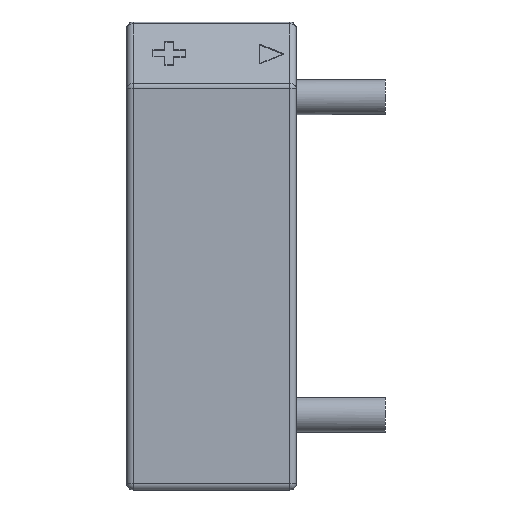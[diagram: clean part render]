
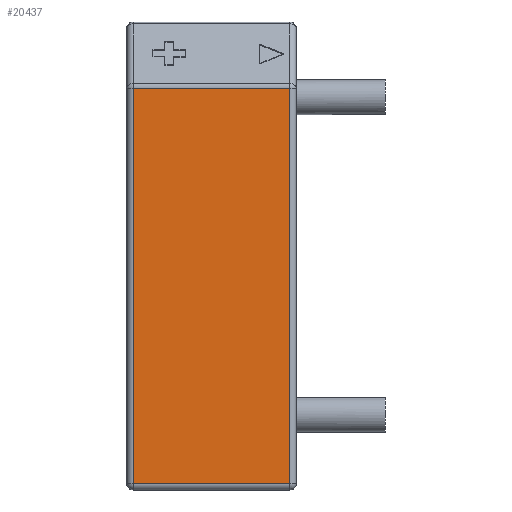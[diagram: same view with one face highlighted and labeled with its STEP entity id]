
A CAD part, left-side view. The second image highlights one B-rep face of the part: STEP entity #20437.
In plain terms, the highlighted planar face has unit normal (-1, 0, 0).
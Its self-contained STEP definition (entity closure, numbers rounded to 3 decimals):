
#1564 = AXIS2_PLACEMENT_3D ( 'NONE', #17494, #4405, #15551 ) ;
#2346 = LINE ( 'NONE', #9564, #16686 ) ;
#2986 = PLANE ( 'NONE',  #1564 ) ;
#4186 = CARTESIAN_POINT ( 'NONE',  ( -2.366, 0.3, 0.283 ) ) ;
#4337 = ORIENTED_EDGE ( 'NONE', *, *, #16392, .T. ) ;
#4405 = DIRECTION ( 'NONE',  ( 1., 0., 0. ) ) ;
#5049 = EDGE_CURVE ( 'NONE', #5990, #21686, #23430, .T. ) ;
#5149 = DIRECTION ( 'NONE',  ( 0., 1., 0. ) ) ;
#5668 = ORIENTED_EDGE ( 'NONE', *, *, #5049, .T. ) ;
#5990 = VERTEX_POINT ( 'NONE', #4186 ) ;
#6302 = FACE_OUTER_BOUND ( 'NONE', #17547, .T. ) ;
#8606 = CARTESIAN_POINT ( 'NONE',  ( -2.366, 5.234, -12.366 ) ) ;
#9208 = DIRECTION ( 'NONE',  ( 0., 0., 1. ) ) ;
#9564 = CARTESIAN_POINT ( 'NONE',  ( -2.366, 0.3, -12.366 ) ) ;
#12245 = LINE ( 'NONE', #12361, #14771 ) ;
#12361 = CARTESIAN_POINT ( 'NONE',  ( -2.366, 5.434, -12.166 ) ) ;
#14028 = LINE ( 'NONE', #8606, #22786 ) ;
#14478 = CARTESIAN_POINT ( 'NONE',  ( -2.366, 5.434, 0.283 ) ) ;
#14771 = VECTOR ( 'NONE', #19654, 1000. ) ;
#14893 = VECTOR ( 'NONE', #5149, 1000. ) ;
#15551 = DIRECTION ( 'NONE',  ( 0., 0., -1. ) ) ;
#15860 = EDGE_CURVE ( 'NONE', #16869, #18726, #12245, .T. ) ;
#16392 = EDGE_CURVE ( 'NONE', #18726, #5990, #2346, .T. ) ;
#16686 = VECTOR ( 'NONE', #9208, 1000. ) ;
#16869 = VERTEX_POINT ( 'NONE', #18069 ) ;
#17494 = CARTESIAN_POINT ( 'NONE',  ( -2.366, 5.434, -12.366 ) ) ;
#17547 = EDGE_LOOP ( 'NONE', ( #4337, #5668, #22992, #17635 ) ) ;
#17635 = ORIENTED_EDGE ( 'NONE', *, *, #15860, .T. ) ;
#18069 = CARTESIAN_POINT ( 'NONE',  ( -2.366, 5.234, -12.166 ) ) ;
#18726 = VERTEX_POINT ( 'NONE', #19036 ) ;
#19036 = CARTESIAN_POINT ( 'NONE',  ( -2.366, 0.3, -12.166 ) ) ;
#19654 = DIRECTION ( 'NONE',  ( 0., -1., 0. ) ) ;
#20129 = EDGE_CURVE ( 'NONE', #21686, #16869, #14028, .T. ) ;
#20437 = ADVANCED_FACE ( 'NONE', ( #6302 ), #2986, .F. ) ;
#21686 = VERTEX_POINT ( 'NONE', #23248 ) ;
#22786 = VECTOR ( 'NONE', #22981, 1000. ) ;
#22981 = DIRECTION ( 'NONE',  ( 0., 0., -1. ) ) ;
#22992 = ORIENTED_EDGE ( 'NONE', *, *, #20129, .T. ) ;
#23248 = CARTESIAN_POINT ( 'NONE',  ( -2.366, 5.234, 0.283 ) ) ;
#23430 = LINE ( 'NONE', #14478, #14893 ) ;
